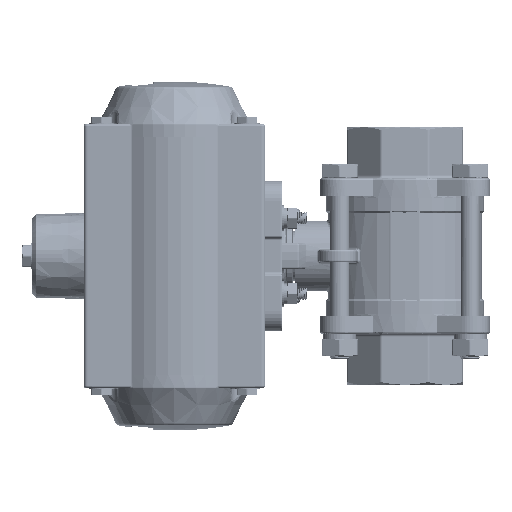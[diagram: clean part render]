
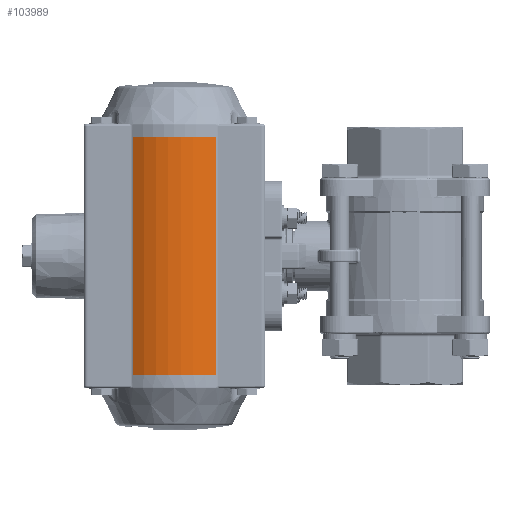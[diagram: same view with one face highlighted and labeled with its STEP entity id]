
A CAD part, left-side view. The second image highlights one B-rep face of the part: STEP entity #103989.
In plain terms, the highlighted cylindrical face has radius 36 mm (diameter 72 mm), a partial arc.
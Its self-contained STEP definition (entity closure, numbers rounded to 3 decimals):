
#4935 = DIRECTION ( 'NONE',  ( 1., 0., 0. ) ) ;
#5617 = VERTEX_POINT ( 'NONE', #67466 ) ;
#16923 = CIRCLE ( 'NONE', #163597, 36. ) ;
#34948 = EDGE_CURVE ( 'NONE', #124716, #5617, #250100, .T. ) ;
#38126 = EDGE_LOOP ( 'NONE', ( #47789, #99199, #233605, #128093 ) ) ;
#47789 = ORIENTED_EDGE ( 'NONE', *, *, #223320, .F. ) ;
#67466 = CARTESIAN_POINT ( 'NONE',  ( -30.316, 88.285, 55.4 ) ) ;
#76803 = CARTESIAN_POINT ( 'NONE',  ( -30.316, 88.285, -55.4 ) ) ;
#89443 = VECTOR ( 'NONE', #222393, 1000. ) ;
#92901 = AXIS2_PLACEMENT_3D ( 'NONE', #255716, #130245, #4935 ) ;
#93453 = EDGE_CURVE ( 'NONE', #188398, #124716, #16923, .T. ) ;
#95057 = AXIS2_PLACEMENT_3D ( 'NONE', #104029, #271559, #230400 ) ;
#99199 = ORIENTED_EDGE ( 'NONE', *, *, #148363, .T. ) ;
#103989 = ADVANCED_FACE ( 'NONE', ( #153237 ), #126981, .T. ) ;
#104029 = CARTESIAN_POINT ( 'NONE',  ( 0., 107.7, -55.4 ) ) ;
#106301 = DIRECTION ( 'NONE',  ( 0., 0., -1. ) ) ;
#106741 = DIRECTION ( 'NONE',  ( 0., 0., 1. ) ) ;
#124716 = VERTEX_POINT ( 'NONE', #239250 ) ;
#126981 = CYLINDRICAL_SURFACE ( 'NONE', #95057, 36. ) ;
#128093 = ORIENTED_EDGE ( 'NONE', *, *, #34948, .T. ) ;
#129457 = CARTESIAN_POINT ( 'NONE',  ( -30.316, 127.115, -55.4 ) ) ;
#130245 = DIRECTION ( 'NONE',  ( 0., 0., 1. ) ) ;
#148363 = EDGE_CURVE ( 'NONE', #202997, #188398, #174632, .T. ) ;
#153237 = FACE_OUTER_BOUND ( 'NONE', #38126, .T. ) ;
#163597 = AXIS2_PLACEMENT_3D ( 'NONE', #232180, #106741, #253248 ) ;
#174632 = LINE ( 'NONE', #230857, #223767 ) ;
#188398 = VERTEX_POINT ( 'NONE', #129457 ) ;
#192652 = CIRCLE ( 'NONE', #92901, 36. ) ;
#202997 = VERTEX_POINT ( 'NONE', #247351 ) ;
#222393 = DIRECTION ( 'NONE',  ( 0., 0., 1. ) ) ;
#223320 = EDGE_CURVE ( 'NONE', #202997, #5617, #192652, .T. ) ;
#223767 = VECTOR ( 'NONE', #106301, 1000. ) ;
#230400 = DIRECTION ( 'NONE',  ( 1., 0., 0. ) ) ;
#230857 = CARTESIAN_POINT ( 'NONE',  ( -30.316, 127.115, -55.4 ) ) ;
#232180 = CARTESIAN_POINT ( 'NONE',  ( 0., 107.7, -55.4 ) ) ;
#233605 = ORIENTED_EDGE ( 'NONE', *, *, #93453, .T. ) ;
#239250 = CARTESIAN_POINT ( 'NONE',  ( -30.316, 88.285, -55.4 ) ) ;
#247351 = CARTESIAN_POINT ( 'NONE',  ( -30.316, 127.115, 55.4 ) ) ;
#250100 = LINE ( 'NONE', #76803, #89443 ) ;
#253248 = DIRECTION ( 'NONE',  ( 1., 0., 0. ) ) ;
#255716 = CARTESIAN_POINT ( 'NONE',  ( 0., 107.7, 55.4 ) ) ;
#271559 = DIRECTION ( 'NONE',  ( 0., 0., 1. ) ) ;
